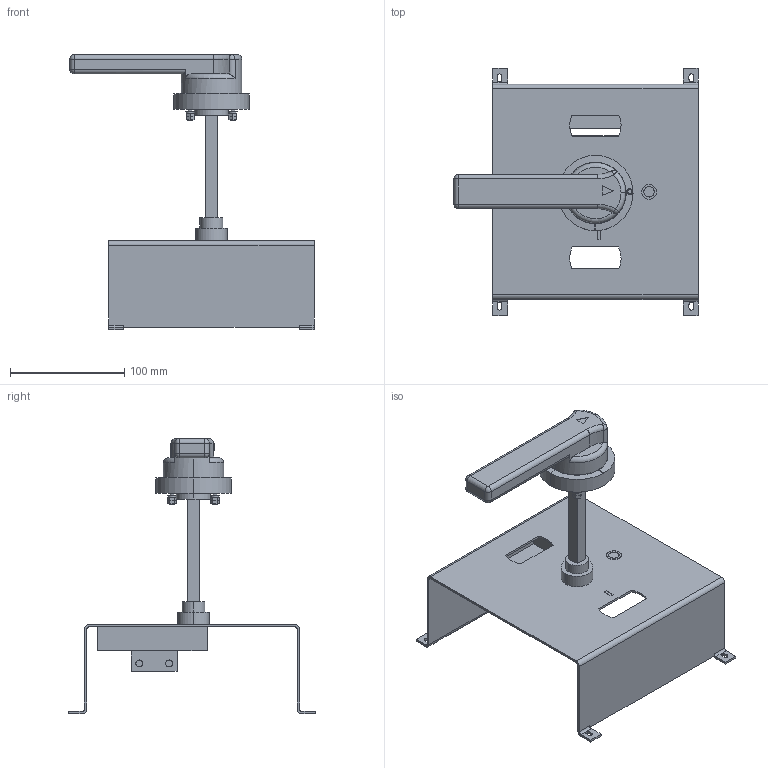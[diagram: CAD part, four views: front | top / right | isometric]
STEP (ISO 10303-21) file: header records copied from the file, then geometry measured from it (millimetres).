
FILE_DESCRIPTION (( 'STEP AP214' ), '1' );
FILE_NAME ('mccb99m-a-122 Ðó÷íîé ïîâîðîòíûé ïðèâîä ê ÂÀ-99Ì 630À.STEP', '2020-09-21T08:09:57', ( '' ), ( '' ), 'SwSTEP 2.0', 'SolidWorks 2019', '' );
FILE_SCHEMA (( 'AUTOMOTIVE_DESIGN' ));
Length unit declared in the file: millimetre
Products named in the file (1): mccb99m-a-122 Ðó÷íîé ïîâîðîòíûé ïðèâîä ê ÂÀ-99Ì 630À
Bounding box: 214 x 216.5 x 241.2 mm (x, y, z)
Volume: 327224.1 mm3; surface area: 171870.2 mm2
Topology: 3 solids, 3 shells, 237 faces, 593 edges, 383 vertices
Faces by surface type: plane 136, cylinder 78, cone 7, torus 6, sphere 6, bspline 4
Entity records: 7494 total; most frequent: CARTESIAN_POINT 1670, DIRECTION 1204, ORIENTED_EDGE 1170, EDGE_CURVE 585, AXIS2_PLACEMENT_3D 411, VECTOR 382, LINE 382, VERTEX_POINT 381
